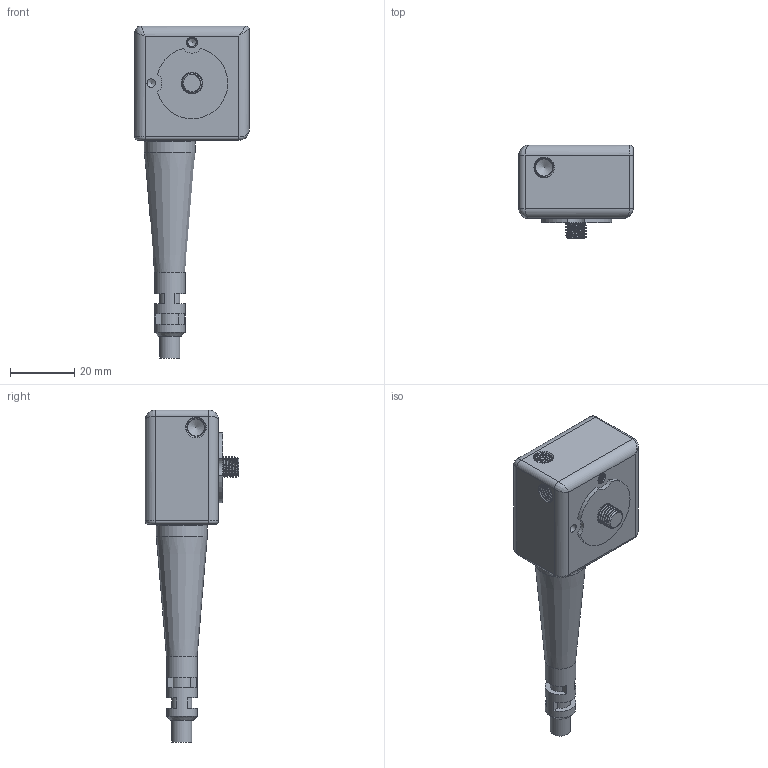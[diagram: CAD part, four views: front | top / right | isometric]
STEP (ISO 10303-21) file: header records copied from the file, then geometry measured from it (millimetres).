
FILE_DESCRIPTION(/* description */ (''),/* implementation_level */ '2;1');
FILE_NAME(/* name */ 'MASTER_TRIAX_NEW_SIDE_EXIT_INTEGRAL_LIGHT-BLUE.stp',/* time_stamp */ '2017-04-26T17:48:46-04:00',/* author */ ('aneininger'),/* organization */ (''),/* preprocessor_version */ 'ST-DEVELOPER v16.5',/* originating_system */ 'Autodesk Inventor 2017',/* authorisation */ '');
FILE_SCHEMA (('AUTOMOTIVE_DESIGN { 1 0 10303 214 3 1 1 }'));
Length unit declared in the file: inch
Products named in the file (3): MASTER_TRIAX_NEW_SIDE_EXIT_INTEGRAL_LIGHT-BLUE_STEP; MASTER_TRIAX_NEW_SIDE_EXIT_INTEGRAL_LIGHT-BLUE; ACP32108
Assembly tree (2 placements, depth 2):
  MASTER_TRIAX_NEW_SIDE_EXIT_INTEGRAL_LIGHT-BLUE_STEP
    MASTER_TRIAX_NEW_SIDE_EXIT_INTEGRAL_LIGHT-BLUE
    ACP32108
Bounding box: 35.56 x 29.21 x 103.38 mm (x, y, z)
Volume: 35205.8 mm3; surface area: 9694.8 mm2
Topology: 2 solids, 2 shells, 120 faces, 279 edges, 170 vertices
Faces by surface type: plane 41, cylinder 32, bspline 24, cone 14, torus 9
Full cylindrical faces by diameter (mm): 2.642 x2, 4.953 x1, 5.359 x3, 6.35 x1, 6.756 x1, 9.525 x2, 10.668 x1, 15.875 x1
Entity records: 12536 total; most frequent: CARTESIAN_POINT 9899, DIRECTION 479, ORIENTED_EDGE 476, EDGE_CURVE 238, AXIS2_PLACEMENT_3D 199, EDGE_LOOP 158, VERTEX_POINT 158, STYLED_ITEM 122
